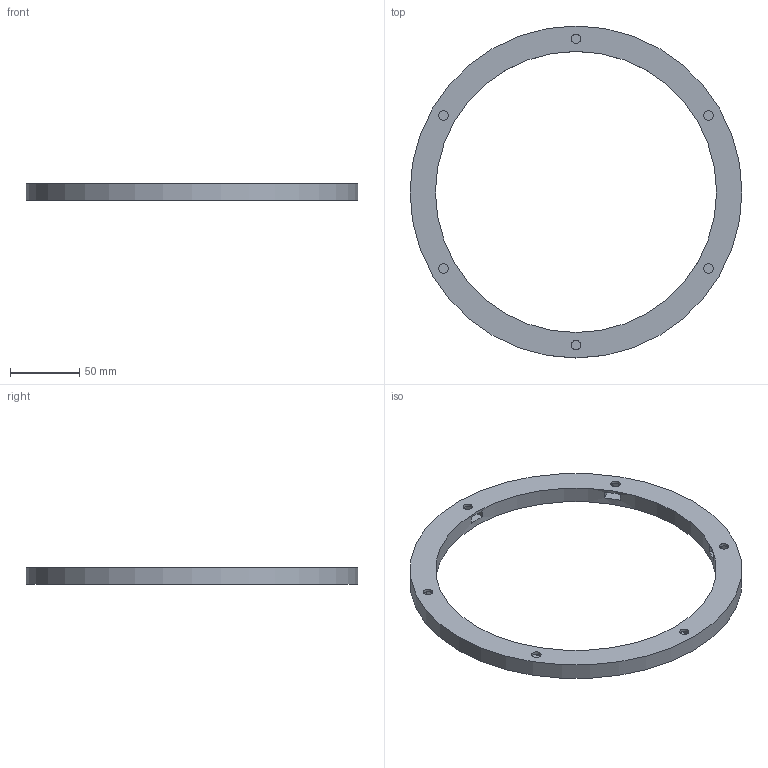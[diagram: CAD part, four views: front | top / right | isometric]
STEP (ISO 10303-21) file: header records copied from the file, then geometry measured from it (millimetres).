
FILE_DESCRIPTION(/* description */ (''),/* implementation_level */ '2;1');
FILE_NAME(/* name */ 'Bulkhead_for_Larger_Systems-underpart v10.step',/* time_stamp */ '2024-08-30T00:00:48-07:00',/* author */ (''),/* organization */ (''),/* preprocessor_version */ 'ST-DEVELOPER v20',/* originating_system */ 'Autodesk Translation Framework v13.14.0.145',/* authorisation */ '');
FILE_SCHEMA (('AUTOMOTIVE_DESIGN { 1 0 10303 214 3 1 1 }'));
Length unit declared in the file: millimetre
Products named in the file (2): Bulkhead_for_Larger_Systems-underpart; Component1
Assembly tree (1 placements, depth 2):
  Bulkhead_for_Larger_Systems-underpart
    Component1
Bounding box: 240 x 240 x 12 mm (x, y, z)
Volume: 148623.3 mm3; surface area: 44713.3 mm2
Topology: 1 solids, 1 shells, 64 faces, 168 edges, 112 vertices
Faces by surface type: plane 56, cylinder 8
Full cylindrical faces by diameter (mm): 6.72 x6, 203.2 x1, 240 x1
Entity records: 2048 total; most frequent: CARTESIAN_POINT 347, ORIENTED_EDGE 336, DIRECTION 330, EDGE_CURVE 168, LINE 140, VECTOR 140, VERTEX_POINT 112, AXIS2_PLACEMENT_3D 95
